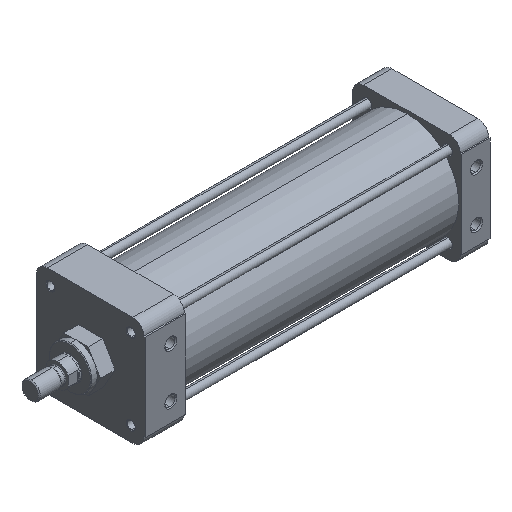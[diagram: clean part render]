
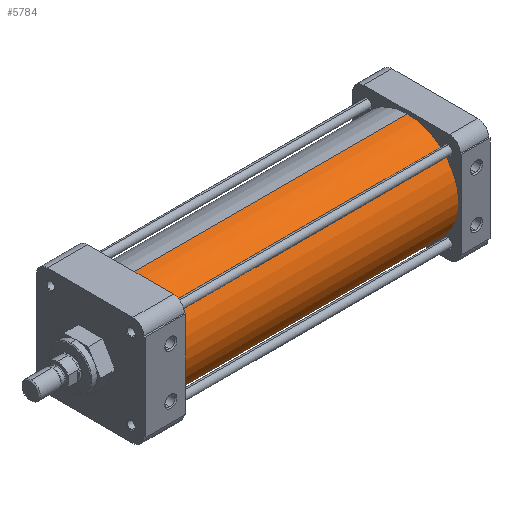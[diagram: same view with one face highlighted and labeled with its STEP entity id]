
A CAD part, isometric view. The second image highlights one B-rep face of the part: STEP entity #5784.
In plain terms, the highlighted cylindrical face has radius 53.975 mm (diameter 107.95 mm), a partial arc.
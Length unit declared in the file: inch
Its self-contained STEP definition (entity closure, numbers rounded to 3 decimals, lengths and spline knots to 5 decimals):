
#104 = ORIENTED_EDGE ( 'NONE', *, *, #3375, .T. ) ;
#264 = EDGE_CURVE ( 'NONE', #3364, #8890, #5761, .T. ) ;
#480 = LINE ( 'NONE', #12302, #3169 ) ;
#610 = CARTESIAN_POINT ( 'NONE',  ( 13.076, 0., 2.125 ) ) ;
#871 = CARTESIAN_POINT ( 'NONE',  ( 13.076, 0., 0. ) ) ;
#1772 = VERTEX_POINT ( 'NONE', #5979 ) ;
#1791 = AXIS2_PLACEMENT_3D ( 'NONE', #10458, #3667, #11620 ) ;
#2018 = DIRECTION ( 'NONE',  ( 0., 0., -1. ) ) ;
#2154 = CARTESIAN_POINT ( 'NONE',  ( 1.67, 0., 2.125 ) ) ;
#2852 = DIRECTION ( 'NONE',  ( 0., 0., -1. ) ) ;
#3169 = VECTOR ( 'NONE', #4346, 39.37008 ) ;
#3364 = VERTEX_POINT ( 'NONE', #13781 ) ;
#3375 = EDGE_CURVE ( 'NONE', #5512, #1772, #11958, .T. ) ;
#3667 = DIRECTION ( 'NONE',  ( 1., 0., 0. ) ) ;
#3700 = EDGE_CURVE ( 'NONE', #1772, #3364, #480, .T. ) ;
#4176 = VECTOR ( 'NONE', #13605, 39.37008 ) ;
#4346 = DIRECTION ( 'NONE',  ( 1., 0., 0. ) ) ;
#5424 = CYLINDRICAL_SURFACE ( 'NONE', #7180, 2.125 ) ;
#5512 = VERTEX_POINT ( 'NONE', #2154 ) ;
#5690 = CARTESIAN_POINT ( 'NONE',  ( 13.076, 0., 2.125 ) ) ;
#5761 = CIRCLE ( 'NONE', #10389, 2.125 ) ;
#5784 = ADVANCED_FACE ( 'NONE', ( #12905 ), #5424, .T. ) ;
#5979 = CARTESIAN_POINT ( 'NONE',  ( 1.67, 0., -2.125 ) ) ;
#7180 = AXIS2_PLACEMENT_3D ( 'NONE', #10768, #7300, #2852 ) ;
#7300 = DIRECTION ( 'NONE',  ( 1., 0., 0. ) ) ;
#8857 = DIRECTION ( 'NONE',  ( -1., 0., 0. ) ) ;
#8890 = VERTEX_POINT ( 'NONE', #610 ) ;
#9792 = ORIENTED_EDGE ( 'NONE', *, *, #3700, .T. ) ;
#9804 = EDGE_CURVE ( 'NONE', #5512, #8890, #13230, .T. ) ;
#10209 = ORIENTED_EDGE ( 'NONE', *, *, #264, .T. ) ;
#10389 = AXIS2_PLACEMENT_3D ( 'NONE', #871, #8857, #2018 ) ;
#10458 = CARTESIAN_POINT ( 'NONE',  ( 1.67, 0., 0. ) ) ;
#10768 = CARTESIAN_POINT ( 'NONE',  ( 13.076, 0., 0. ) ) ;
#11620 = DIRECTION ( 'NONE',  ( 0., 0., -1. ) ) ;
#11958 = CIRCLE ( 'NONE', #1791, 2.125 ) ;
#12228 = EDGE_LOOP ( 'NONE', ( #13627, #104, #9792, #10209 ) ) ;
#12302 = CARTESIAN_POINT ( 'NONE',  ( 13.076, 0., -2.125 ) ) ;
#12905 = FACE_OUTER_BOUND ( 'NONE', #12228, .T. ) ;
#13230 = LINE ( 'NONE', #5690, #4176 ) ;
#13605 = DIRECTION ( 'NONE',  ( 1., 0., 0. ) ) ;
#13627 = ORIENTED_EDGE ( 'NONE', *, *, #9804, .F. ) ;
#13781 = CARTESIAN_POINT ( 'NONE',  ( 13.076, 0., -2.125 ) ) ;
